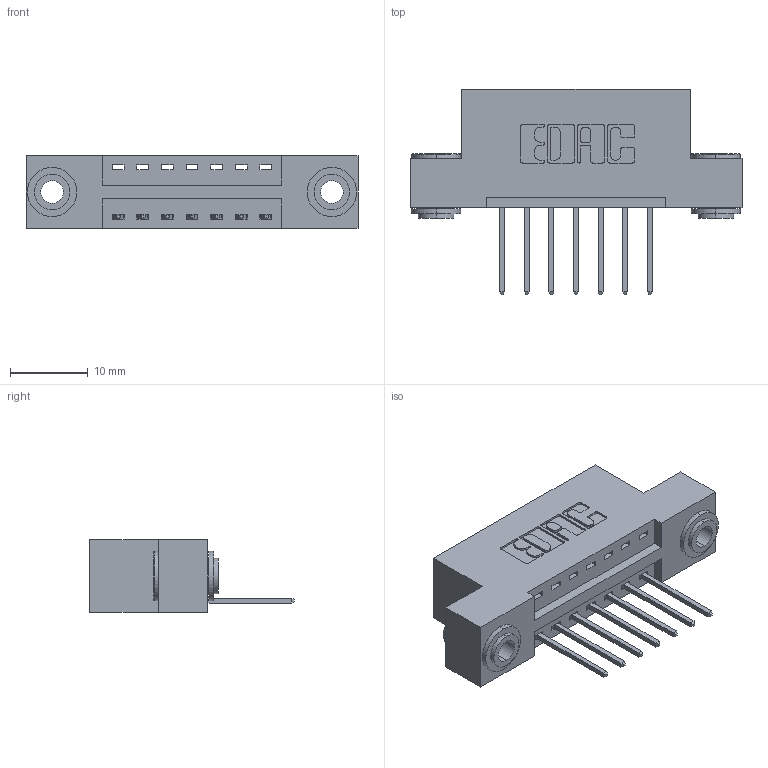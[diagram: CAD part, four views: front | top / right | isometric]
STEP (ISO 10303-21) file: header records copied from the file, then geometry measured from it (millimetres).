
FILE_DESCRIPTION (( 'STEP AP203' ), '1' );
FILE_NAME ('396-007-522-103.STEP', '2022-05-17T04:53:53', ( '' ), ( '' ), 'SwSTEP 2.0', 'SolidWorks 2020', '' );
FILE_SCHEMA (( 'CONFIG_CONTROL_DESIGN' ));
Length unit declared in the file: inch
Products named in the file (4): 345-250-002_345-250-002-102; 346 Part_Flush Mounting Lugs - 0.156 Dia-TH; 396-007-522-103; 345-292-001_345-293-122
Assembly tree (10 placements, depth 2):
  396-007-522-103
    346 Part_Flush Mounting Lugs - 0.156 Dia-TH
    345-292-001_345-293-122  x7
    345-250-002_345-250-002-102  x2
Bounding box: 42.8 x 26.42 x 9.4 mm (x, y, z)
Volume: 3857.8 mm3; surface area: 4721.3 mm2
Topology: 10 solids, 10 shells, 580 faces, 1673 edges, 1102 vertices
Faces by surface type: plane 380, cylinder 192, cone 8
Entity records: 10140 total; most frequent: CARTESIAN_POINT 1730, ORIENTED_EDGE 1662, DIRECTION 1599, EDGE_CURVE 831, LINE 647, VECTOR 647, VERTEX_POINT 550, AXIS2_PLACEMENT_3D 476
